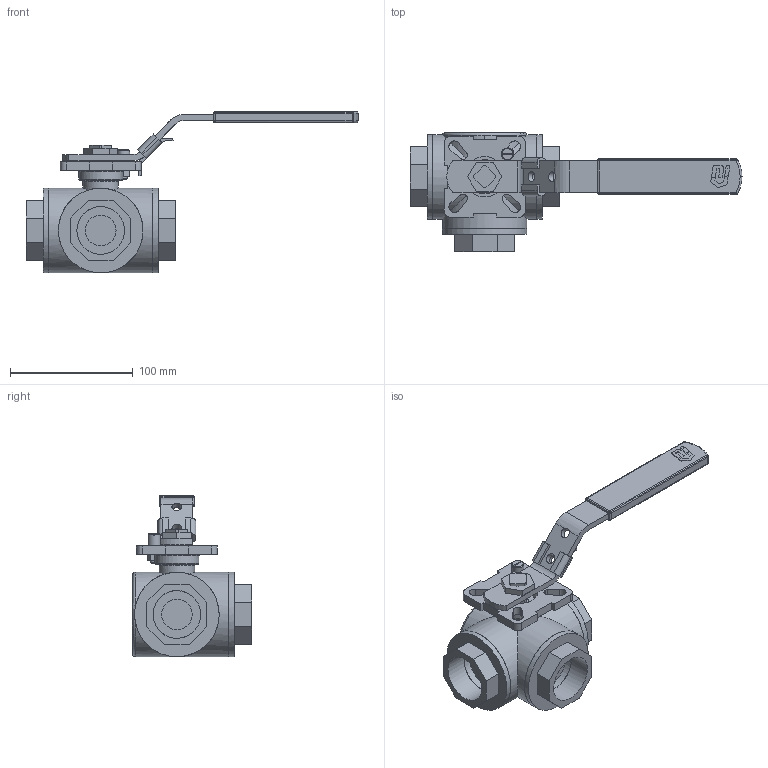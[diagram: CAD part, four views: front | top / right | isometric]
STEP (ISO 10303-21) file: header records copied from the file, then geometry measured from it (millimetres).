
FILE_DESCRIPTION(('HOOPS Exchange Step'),'2;1');
FILE_NAME('GK09_DN32.stp','2025-12-04T16:57:27+01:00',('nieru'),('Unknown organisation'),'HOOPS Exchange 2024.2','HOOPS Exchange','Unknown authorisation');
FILE_SCHEMA( ('AP203_CONFIGURATION_CONTROLLED_3D_DESIGN_OF_MECHANICAL_PARTS_AND_ASSEMBLIES_MIM_LF') );
Length unit declared in the file: millimetre
Products named in the file (2): 0; root
Assembly tree (1 placements, depth 2):
  root
    0
Bounding box: 271 x 97.3 x 131.8 mm (x, y, z)
Volume: 517554.9 mm3; surface area: 118810.6 mm2
Topology: 12 solids, 12 shells, 711 faces, 1942 edges, 1302 vertices
Faces by surface type: plane 355, bspline 235, cylinder 88, sphere 16, cone 9, torus 8
Full cylindrical faces by diameter (mm): 4.917 x1, 6 x1, 8 x3, 10 x1, 13.835 x1, 18 x2, 25 x3, 28 x1, 29 x1, 33 x1, 36 x1, 38.952 x6, 69 x6
Entity records: 46339 total; most frequent: CARTESIAN_POINT 30053, ORIENTED_EDGE 3884, DIRECTION 2310, EDGE_CURVE 1942, VERTEX_POINT 1302, VECTOR 1132, LINE 1132, EDGE_LOOP 786
